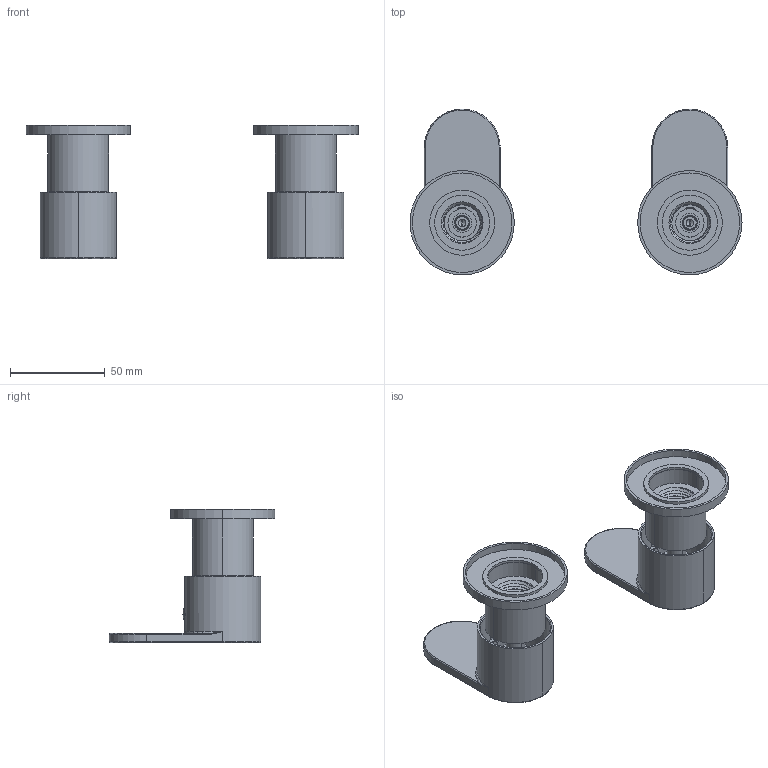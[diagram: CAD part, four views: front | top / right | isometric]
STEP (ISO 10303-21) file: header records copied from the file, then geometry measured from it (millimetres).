
FILE_DESCRIPTION((''),'2;1');
FILE_NAME('1E7022CP_ASM_ASM','2023-06-28T',('Administrator'),(''),'PRO/ENGINEER BY PARAMETRIC TECHNOLOGY CORPORATION, 2010280','PRO/ENGINEER BY PARAMETRIC TECHNOLOGY CORPORATION, 2010280','');
FILE_SCHEMA(('CONFIG_CONTROL_DESIGN'));
Length unit declared in the file: millimetre
Products named in the file (12): 3FX1014-01NT_ASM_2_ASM; 2E7021-34CP_16; 2E7022-31CP_15; 2E7021-32CP_17; 2E7022-21CP_13; 3LS1001NT_2; 3ZS1006NT_2; 1E7022CP-H_ASM_31_ASM; 2E7022-21CP-C_3; 1E7022CP-C_ASM_2_ASM; 1E7022CP_ASM_1_ASM; 1E7022CP_ASM_ASM
Assembly tree (17 placements, depth 4):
  1E7022CP_ASM_ASM
    1E7022CP_ASM_1_ASM
      1E7022CP-H_ASM_31_ASM
        3FX1014-01NT_ASM_2_ASM
        2E7021-34CP_16
        2E7022-31CP_15
        2E7021-32CP_17
        2E7022-21CP_13
        3LS1001NT_2
        3ZS1006NT_2
      1E7022CP-C_ASM_2_ASM
        3FX1014-01NT_ASM_2_ASM
        2E7021-34CP_16
        2E7022-31CP_15
        2E7021-32CP_17
        2E7022-21CP-C_3
        3LS1001NT_2
        3ZS1006NT_2
Bounding box: 175 x 87.5 x 70.5 mm (x, y, z)
Volume: 59964.1 mm3; surface area: 60727.1 mm2
Topology: 12 solids, 12 shells, 874 faces, 2300 edges, 1464 vertices
Faces by surface type: plane 532, cylinder 156, cone 116, bspline 58, torus 8, sphere 4
Entity records: 25247 total; most frequent: CARTESIAN_POINT 10875, ORIENTED_EDGE 3142, DIRECTION 2666, EDGE_CURVE 1571, VERTEX_POINT 987, AXIS2_PLACEMENT_3D 963, VECTOR 740, LINE 740
